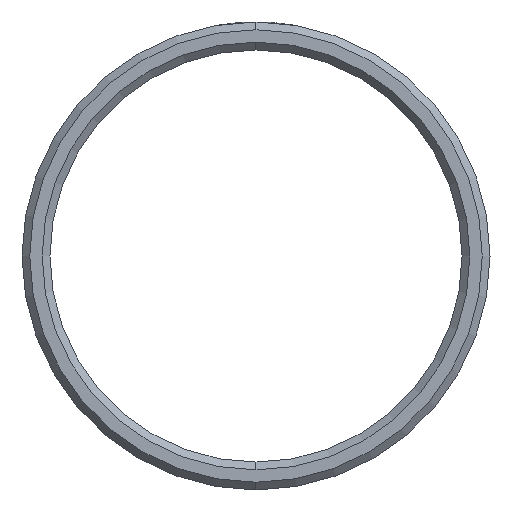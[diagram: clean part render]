
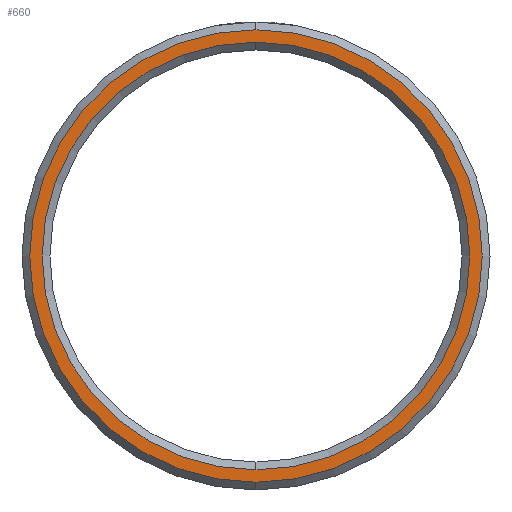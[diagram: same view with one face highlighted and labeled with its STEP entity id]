
A CAD part, left-side view. The second image highlights one B-rep face of the part: STEP entity #660.
In plain terms, the highlighted planar face has unit normal (-1, 0, 0).
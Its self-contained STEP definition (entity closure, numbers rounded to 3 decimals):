
#47 = CIRCLE ( 'NONE', #873, 27.55 ) ;
#64 = DIRECTION ( 'NONE',  ( 0., 0., -1. ) ) ;
#70 = FACE_BOUND ( 'NONE', #756, .T. ) ;
#72 = VERTEX_POINT ( 'NONE', #895 ) ;
#75 = ORIENTED_EDGE ( 'NONE', *, *, #1010, .T. ) ;
#98 = DIRECTION ( 'NONE',  ( -1., 0., 0. ) ) ;
#145 = FACE_OUTER_BOUND ( 'NONE', #191, .T. ) ;
#167 = VERTEX_POINT ( 'NONE', #669 ) ;
#179 = AXIS2_PLACEMENT_3D ( 'NONE', #362, #98, #1199 ) ;
#191 = EDGE_LOOP ( 'NONE', ( #376, #740 ) ) ;
#194 = ORIENTED_EDGE ( 'NONE', *, *, #1147, .T. ) ;
#237 = VERTEX_POINT ( 'NONE', #297 ) ;
#259 = CIRCLE ( 'NONE', #179, 29.15 ) ;
#297 = CARTESIAN_POINT ( 'NONE',  ( 0., 0., 27.55 ) ) ;
#320 = AXIS2_PLACEMENT_3D ( 'NONE', #880, #1101, #64 ) ;
#362 = CARTESIAN_POINT ( 'NONE',  ( 0., 0., 0. ) ) ;
#376 = ORIENTED_EDGE ( 'NONE', *, *, #1099, .T. ) ;
#484 = AXIS2_PLACEMENT_3D ( 'NONE', #1181, #1180, #993 ) ;
#556 = CARTESIAN_POINT ( 'NONE',  ( 0., 0., 0. ) ) ;
#557 = DIRECTION ( 'NONE',  ( 1., 0., 0. ) ) ;
#576 = DIRECTION ( 'NONE',  ( 1., 0., 0. ) ) ;
#585 = PLANE ( 'NONE',  #828 ) ;
#586 = DIRECTION ( 'NONE',  ( 0., 0., -1. ) ) ;
#605 = CIRCLE ( 'NONE', #320, 27.55 ) ;
#660 = ADVANCED_FACE ( 'NONE', ( #145, #70 ), #585, .F. ) ;
#669 = CARTESIAN_POINT ( 'NONE',  ( 0., 0., 29.15 ) ) ;
#740 = ORIENTED_EDGE ( 'NONE', *, *, #1048, .T. ) ;
#755 = CIRCLE ( 'NONE', #484, 29.15 ) ;
#756 = EDGE_LOOP ( 'NONE', ( #194, #75 ) ) ;
#828 = AXIS2_PLACEMENT_3D ( 'NONE', #556, #576, #586 ) ;
#873 = AXIS2_PLACEMENT_3D ( 'NONE', #1018, #557, #1157 ) ;
#880 = CARTESIAN_POINT ( 'NONE',  ( 0., 0., 0. ) ) ;
#895 = CARTESIAN_POINT ( 'NONE',  ( 0., 0., -27.55 ) ) ;
#993 = DIRECTION ( 'NONE',  ( 0., 0., -1. ) ) ;
#1010 = EDGE_CURVE ( 'NONE', #72, #237, #605, .T. ) ;
#1018 = CARTESIAN_POINT ( 'NONE',  ( 0., 0., 0. ) ) ;
#1048 = EDGE_CURVE ( 'NONE', #167, #1049, #755, .T. ) ;
#1049 = VERTEX_POINT ( 'NONE', #1111 ) ;
#1099 = EDGE_CURVE ( 'NONE', #1049, #167, #259, .T. ) ;
#1101 = DIRECTION ( 'NONE',  ( 1., 0., 0. ) ) ;
#1111 = CARTESIAN_POINT ( 'NONE',  ( 0., 0., -29.15 ) ) ;
#1147 = EDGE_CURVE ( 'NONE', #237, #72, #47, .T. ) ;
#1157 = DIRECTION ( 'NONE',  ( 0., 0., -1. ) ) ;
#1180 = DIRECTION ( 'NONE',  ( -1., 0., 0. ) ) ;
#1181 = CARTESIAN_POINT ( 'NONE',  ( 0., 0., 0. ) ) ;
#1199 = DIRECTION ( 'NONE',  ( 0., 0., -1. ) ) ;
